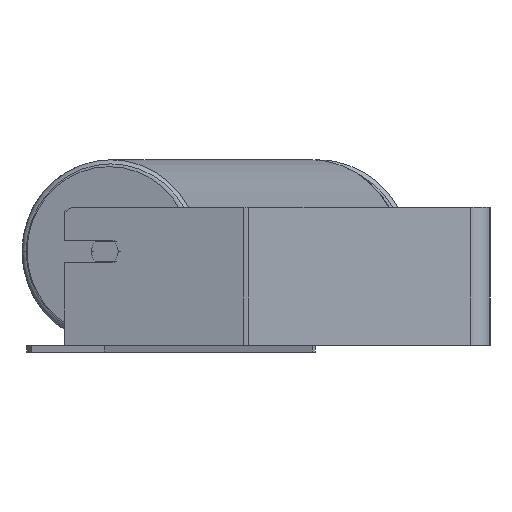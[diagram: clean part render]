
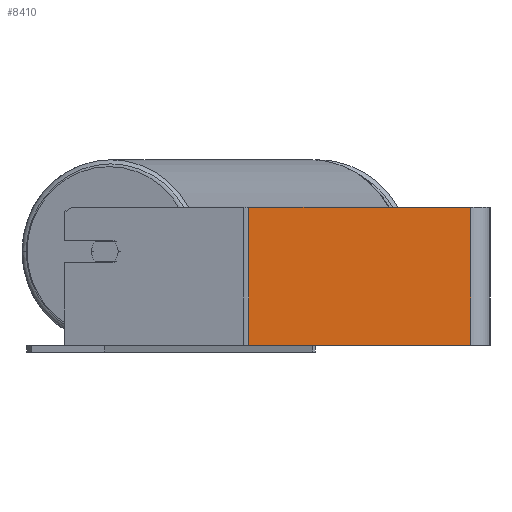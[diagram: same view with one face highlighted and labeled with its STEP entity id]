
A CAD part, left-side view. The second image highlights one B-rep face of the part: STEP entity #8410.
In plain terms, the highlighted planar face has unit normal (-1, 0, 0).
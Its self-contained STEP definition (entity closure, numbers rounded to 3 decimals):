
#362 = ORIENTED_EDGE ( 'NONE', *, *, #5064, .F. ) ;
#406 = VERTEX_POINT ( 'NONE', #2286 ) ;
#422 = EDGE_CURVE ( 'NONE', #406, #6190, #3040, .T. ) ;
#603 = CARTESIAN_POINT ( 'NONE',  ( -910., 174.832, -50. ) ) ;
#677 = DIRECTION ( 'NONE',  ( 0., 0., -1. ) ) ;
#733 = AXIS2_PLACEMENT_3D ( 'NONE', #1359, #4218, #7076 ) ;
#1145 = EDGE_CURVE ( 'NONE', #406, #6909, #6697, .T. ) ;
#1359 = CARTESIAN_POINT ( 'NONE',  ( -910., 176.676, 50. ) ) ;
#1482 = LINE ( 'NONE', #2805, #7679 ) ;
#2286 = CARTESIAN_POINT ( 'NONE',  ( -910., 174.832, 50. ) ) ;
#2675 = VECTOR ( 'NONE', #3141, 1000. ) ;
#2805 = CARTESIAN_POINT ( 'NONE',  ( -910., 14., 50. ) ) ;
#3040 = LINE ( 'NONE', #3287, #5626 ) ;
#3141 = DIRECTION ( 'NONE',  ( 0., -1., 0. ) ) ;
#3149 = ORIENTED_EDGE ( 'NONE', *, *, #1145, .F. ) ;
#3287 = CARTESIAN_POINT ( 'NONE',  ( -910., 174.832, 50. ) ) ;
#3660 = FACE_OUTER_BOUND ( 'NONE', #9180, .T. ) ;
#3907 = DIRECTION ( 'NONE',  ( 0., 0., -1. ) ) ;
#4218 = DIRECTION ( 'NONE',  ( 1., 0., 0. ) ) ;
#4702 = EDGE_CURVE ( 'NONE', #6190, #5940, #6643, .T. ) ;
#5064 = EDGE_CURVE ( 'NONE', #6909, #5940, #1482, .T. ) ;
#5220 = CARTESIAN_POINT ( 'NONE',  ( -910., 176.676, -50. ) ) ;
#5282 = ORIENTED_EDGE ( 'NONE', *, *, #422, .T. ) ;
#5626 = VECTOR ( 'NONE', #3907, 1000. ) ;
#5940 = VERTEX_POINT ( 'NONE', #6684 ) ;
#6190 = VERTEX_POINT ( 'NONE', #603 ) ;
#6426 = CARTESIAN_POINT ( 'NONE',  ( -910., 14., 50. ) ) ;
#6643 = LINE ( 'NONE', #5220, #2675 ) ;
#6684 = CARTESIAN_POINT ( 'NONE',  ( -910., 14., -50. ) ) ;
#6686 = VECTOR ( 'NONE', #7902, 1000. ) ;
#6697 = LINE ( 'NONE', #8616, #6686 ) ;
#6909 = VERTEX_POINT ( 'NONE', #6426 ) ;
#7076 = DIRECTION ( 'NONE',  ( 0., 0., -1. ) ) ;
#7679 = VECTOR ( 'NONE', #677, 1000. ) ;
#7770 = ORIENTED_EDGE ( 'NONE', *, *, #4702, .T. ) ;
#7878 = PLANE ( 'NONE',  #733 ) ;
#7902 = DIRECTION ( 'NONE',  ( 0., -1., 0. ) ) ;
#8410 = ADVANCED_FACE ( 'NONE', ( #3660 ), #7878, .F. ) ;
#8616 = CARTESIAN_POINT ( 'NONE',  ( -910., 176.676, 50. ) ) ;
#9180 = EDGE_LOOP ( 'NONE', ( #7770, #362, #3149, #5282 ) ) ;
